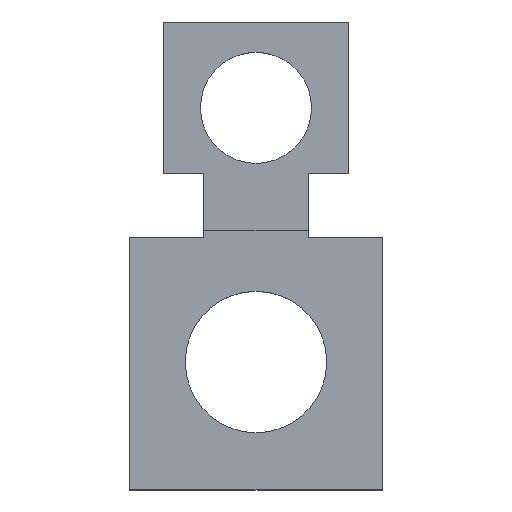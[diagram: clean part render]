
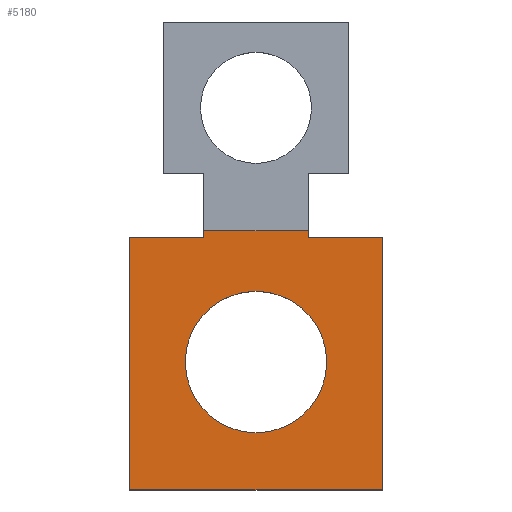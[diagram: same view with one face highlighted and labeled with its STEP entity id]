
A CAD part, top view. The second image highlights one B-rep face of the part: STEP entity #5180.
In plain terms, the highlighted face is planar.
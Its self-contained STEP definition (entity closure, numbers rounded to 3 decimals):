
#200=CARTESIAN_POINT('',(9.012,-48.189,
23.258));
#210=VERTEX_POINT('',#200);
#240=CARTESIAN_POINT('',(9.012,-48.189,
24.722));
#250=DIRECTION('',(0.,0.,1.));
#260=VECTOR('',#250,1.);
#270=LINE('',#240,#260);
#280=CARTESIAN_POINT('',(9.012,-48.189,
15.758));
#290=VERTEX_POINT('',#280);
#300=EDGE_CURVE('',#290,#210,#270,.T.);
#530=CARTESIAN_POINT('',(16.512,-48.189,
24.722));
#540=DIRECTION('',(0.,0.,1.));
#550=VECTOR('',#540,1.);
#560=LINE('',#530,#550);
#570=CARTESIAN_POINT('',(16.512,-48.189,
15.758));
#580=VERTEX_POINT('',#570);
#590=CARTESIAN_POINT('',(16.512,-48.189,
23.258));
#600=VERTEX_POINT('',#590);
#610=EDGE_CURVE('',#580,#600,#560,.T.);
#1380=CARTESIAN_POINT('',(14.312,-48.189,
23.258));
#1390=VERTEX_POINT('',#1380);
#1420=CARTESIAN_POINT('',(14.312,-48.189,
-1.387));
#1430=DIRECTION('',(0.,0.,-1.));
#1440=VECTOR('',#1430,1.);
#1450=LINE('',#1420,#1440);
#1460=CARTESIAN_POINT('',(14.312,-48.189,
23.458));
#1470=VERTEX_POINT('',#1460);
#1480=EDGE_CURVE('',#1470,#1390,#1450,.T.);
#1830=CARTESIAN_POINT('',(11.212,-48.189,
23.458));
#1840=VERTEX_POINT('',#1830);
#1890=CARTESIAN_POINT('',(11.212,-48.189,
-1.387));
#1900=DIRECTION('',(0.,0.,1.));
#1910=VECTOR('',#1900,1.);
#1920=LINE('',#1890,#1910);
#1930=CARTESIAN_POINT('',(11.212,-48.189,
23.258));
#1940=VERTEX_POINT('',#1930);
#1950=EDGE_CURVE('',#1940,#1840,#1920,.T.);
#3160=CARTESIAN_POINT('',(9.012,-48.189,
15.758));
#3170=DIRECTION('',(1.,0.,0.));
#3180=VECTOR('',#3170,1.);
#3190=LINE('',#3160,#3180);
#3200=EDGE_CURVE('',#290,#580,#3190,.T.);
#3870=CARTESIAN_POINT('',(9.012,-48.189,
23.458));
#3880=DIRECTION('',(1.,0.,0.));
#3890=VECTOR('',#3880,1.);
#3900=LINE('',#3870,#3890);
#3910=EDGE_CURVE('',#1840,#1470,#3900,.T.);
#4780=CARTESIAN_POINT('',(9.012,-48.189,
15.758));
#4790=DIRECTION('',(0.,-1.,0.));
#4800=DIRECTION('',(0.,0.,-1.));
#4810=AXIS2_PLACEMENT_3D('',#4780,#4790,#4800);
#4820=PLANE('',#4810);
#4830=CARTESIAN_POINT('',(12.762,-48.189,
19.558));
#4840=DIRECTION('',(0.,1.,0.));
#4850=DIRECTION('',(0.,0.,1.));
#4860=AXIS2_PLACEMENT_3D('',#4830,#4840,#4850);
#4870=CIRCLE('',#4860,2.1);
#4880=CARTESIAN_POINT('',(12.762,-48.189,
21.658));
#4890=VERTEX_POINT('',#4880);
#4900=CARTESIAN_POINT('',(12.762,-48.189,
17.458));
#4910=VERTEX_POINT('',#4900);
#4920=EDGE_CURVE('',#4890,#4910,#4870,.T.);
#4930=ORIENTED_EDGE('',*,*,#4920,.T.);
#4940=EDGE_CURVE('',#4910,#4890,#4870,.T.);
#4950=ORIENTED_EDGE('',*,*,#4940,.T.);
#4960=EDGE_LOOP('',(#4950,#4930));
#4970=FACE_BOUND('',#4960,.T.);
#4980=ORIENTED_EDGE('',*,*,#1950,.F.);
#4990=ORIENTED_EDGE('',*,*,#3910,.F.);
#5000=ORIENTED_EDGE('',*,*,#1480,.F.);
#5010=CARTESIAN_POINT('',(9.012,-48.189,
23.258));
#5020=DIRECTION('',(1.,0.,0.));
#5030=VECTOR('',#5020,1.);
#5040=LINE('',#5010,#5030);
#5050=EDGE_CURVE('',#1390,#600,#5040,.T.);
#5060=ORIENTED_EDGE('',*,*,#5050,.F.);
#5070=ORIENTED_EDGE('',*,*,#610,.T.);
#5080=ORIENTED_EDGE('',*,*,#3200,.T.);
#5090=ORIENTED_EDGE('',*,*,#300,.F.);
#5100=CARTESIAN_POINT('',(9.012,-48.189,
23.258));
#5110=DIRECTION('',(1.,0.,0.));
#5120=VECTOR('',#5110,1.);
#5130=LINE('',#5100,#5120);
#5140=EDGE_CURVE('',#210,#1940,#5130,.T.);
#5150=ORIENTED_EDGE('',*,*,#5140,.F.);
#5160=EDGE_LOOP('',(#5150,#5090,#5080,#5070,#5060,#5000,#4990,#4980));
#5170=FACE_OUTER_BOUND('',#5160,.T.);
#5180=ADVANCED_FACE('',(#4970,#5170),#4820,.T.);
